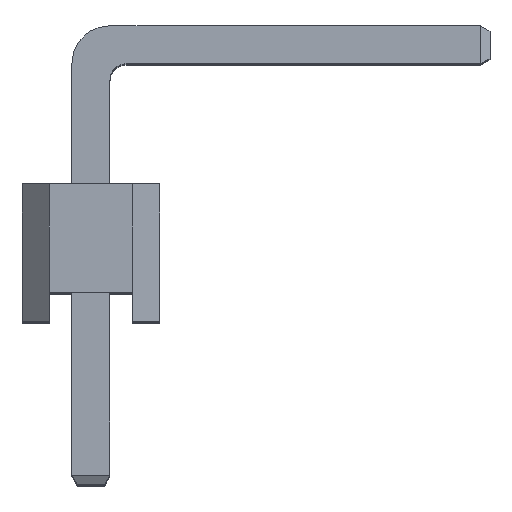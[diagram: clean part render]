
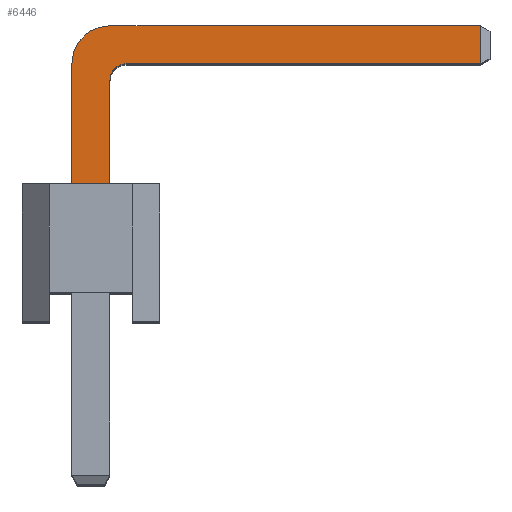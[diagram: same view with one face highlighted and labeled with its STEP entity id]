
A CAD part, top view. The second image highlights one B-rep face of the part: STEP entity #6446.
In plain terms, the highlighted planar face has unit normal (0, 0, 1).
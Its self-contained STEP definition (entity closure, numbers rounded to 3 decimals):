
#312 = CIRCLE ( 'NONE', #430, 0.3 ) ;
#409 = EDGE_CURVE ( 'NONE', #2480, #7656, #4810, .T. ) ;
#430 = AXIS2_PLACEMENT_3D ( 'NONE', #2301, #3615, #4930 ) ;
#509 = EDGE_LOOP ( 'NONE', ( #1796, #7363, #7408, #1032, #8065, #2694, #8121, #5069 ) ) ;
#540 = CARTESIAN_POINT ( 'NONE',  ( 0.35, 4.75, 0.35 ) ) ;
#571 = DIRECTION ( 'NONE',  ( 0., 0., 1. ) ) ;
#703 = CARTESIAN_POINT ( 'NONE',  ( 0.35, 5.45, 0.35 ) ) ;
#864 = CARTESIAN_POINT ( 'NONE',  ( 0.35, 2.54, 0.35 ) ) ;
#919 = CIRCLE ( 'NONE', #6217, 0.7 ) ;
#1032 = ORIENTED_EDGE ( 'NONE', *, *, #8069, .F. ) ;
#1280 = DIRECTION ( 'NONE',  ( 0., 0., -1. ) ) ;
#1527 = DIRECTION ( 'NONE',  ( 1., 0., 0. ) ) ;
#1613 = CARTESIAN_POINT ( 'NONE',  ( 7.177, 5.45, 0.35 ) ) ;
#1637 = CARTESIAN_POINT ( 'NONE',  ( 7.177, 4.75, 0.35 ) ) ;
#1776 = LINE ( 'NONE', #7086, #3302 ) ;
#1796 = ORIENTED_EDGE ( 'NONE', *, *, #5017, .T. ) ;
#1812 = DIRECTION ( 'NONE',  ( 0., -1., 0. ) ) ;
#1847 = CARTESIAN_POINT ( 'NONE',  ( 0.35, 5.45, 0.35 ) ) ;
#2140 = CARTESIAN_POINT ( 'NONE',  ( 0.35, 2.54, 0.35 ) ) ;
#2301 = CARTESIAN_POINT ( 'NONE',  ( 0.65, 4.45, 0.35 ) ) ;
#2328 = VERTEX_POINT ( 'NONE', #2140 ) ;
#2480 = VERTEX_POINT ( 'NONE', #1637 ) ;
#2529 = CARTESIAN_POINT ( 'NONE',  ( -0.35, 2.54, 0.35 ) ) ;
#2567 = EDGE_CURVE ( 'NONE', #3760, #3445, #919, .T. ) ;
#2694 = ORIENTED_EDGE ( 'NONE', *, *, #6566, .F. ) ;
#3023 = CARTESIAN_POINT ( 'NONE',  ( 0.35, 5.45, 0.35 ) ) ;
#3302 = VECTOR ( 'NONE', #1812, 1000. ) ;
#3330 = DIRECTION ( 'NONE',  ( -1., 0., 0. ) ) ;
#3445 = VERTEX_POINT ( 'NONE', #6933 ) ;
#3615 = DIRECTION ( 'NONE',  ( 0., 0., -1. ) ) ;
#3735 = AXIS2_PLACEMENT_3D ( 'NONE', #5731, #1280, #3330 ) ;
#3760 = VERTEX_POINT ( 'NONE', #703 ) ;
#4070 = EDGE_CURVE ( 'NONE', #6518, #2328, #4768, .T. ) ;
#4546 = PLANE ( 'NONE',  #3735 ) ;
#4564 = VECTOR ( 'NONE', #8369, 1000. ) ;
#4768 = LINE ( 'NONE', #1847, #4564 ) ;
#4810 = LINE ( 'NONE', #1613, #5940 ) ;
#4845 = VECTOR ( 'NONE', #7613, 1000. ) ;
#4930 = DIRECTION ( 'NONE',  ( -1., 0., 0. ) ) ;
#5017 = EDGE_CURVE ( 'NONE', #5926, #2328, #6160, .T. ) ;
#5069 = ORIENTED_EDGE ( 'NONE', *, *, #6677, .T. ) ;
#5164 = DIRECTION ( 'NONE',  ( -1., 0., 0. ) ) ;
#5616 = DIRECTION ( 'NONE',  ( -1., 0., 0. ) ) ;
#5731 = CARTESIAN_POINT ( 'NONE',  ( 0.35, 5.45, 0.35 ) ) ;
#5926 = VERTEX_POINT ( 'NONE', #2529 ) ;
#5940 = VECTOR ( 'NONE', #6292, 1000. ) ;
#6144 = VECTOR ( 'NONE', #5616, 1000. ) ;
#6160 = LINE ( 'NONE', #864, #6369 ) ;
#6217 = AXIS2_PLACEMENT_3D ( 'NONE', #540, #571, #5164 ) ;
#6292 = DIRECTION ( 'NONE',  ( 0., 1., 0. ) ) ;
#6369 = VECTOR ( 'NONE', #1527, 1000. ) ;
#6400 = CARTESIAN_POINT ( 'NONE',  ( 0.65, 4.75, 0.35 ) ) ;
#6446 = ADVANCED_FACE ( 'NONE', ( #6684 ), #4546, .F. ) ;
#6518 = VERTEX_POINT ( 'NONE', #6624 ) ;
#6566 = EDGE_CURVE ( 'NONE', #3760, #7656, #7314, .T. ) ;
#6624 = CARTESIAN_POINT ( 'NONE',  ( 0.35, 4.45, 0.35 ) ) ;
#6645 = LINE ( 'NONE', #8241, #6144 ) ;
#6677 = EDGE_CURVE ( 'NONE', #3445, #5926, #1776, .T. ) ;
#6684 = FACE_OUTER_BOUND ( 'NONE', #509, .T. ) ;
#6710 = VERTEX_POINT ( 'NONE', #6400 ) ;
#6933 = CARTESIAN_POINT ( 'NONE',  ( -0.35, 4.75, 0.35 ) ) ;
#7086 = CARTESIAN_POINT ( 'NONE',  ( -0.35, 5.45, 0.35 ) ) ;
#7124 = EDGE_CURVE ( 'NONE', #6518, #6710, #312, .T. ) ;
#7314 = LINE ( 'NONE', #3023, #4845 ) ;
#7363 = ORIENTED_EDGE ( 'NONE', *, *, #4070, .F. ) ;
#7408 = ORIENTED_EDGE ( 'NONE', *, *, #7124, .T. ) ;
#7613 = DIRECTION ( 'NONE',  ( 1., 0., 0. ) ) ;
#7656 = VERTEX_POINT ( 'NONE', #7826 ) ;
#7826 = CARTESIAN_POINT ( 'NONE',  ( 7.177, 5.45, 0.35 ) ) ;
#8065 = ORIENTED_EDGE ( 'NONE', *, *, #409, .T. ) ;
#8069 = EDGE_CURVE ( 'NONE', #2480, #6710, #6645, .T. ) ;
#8121 = ORIENTED_EDGE ( 'NONE', *, *, #2567, .T. ) ;
#8241 = CARTESIAN_POINT ( 'NONE',  ( 7.35, 4.75, 0.35 ) ) ;
#8369 = DIRECTION ( 'NONE',  ( 0., -1., 0. ) ) ;
